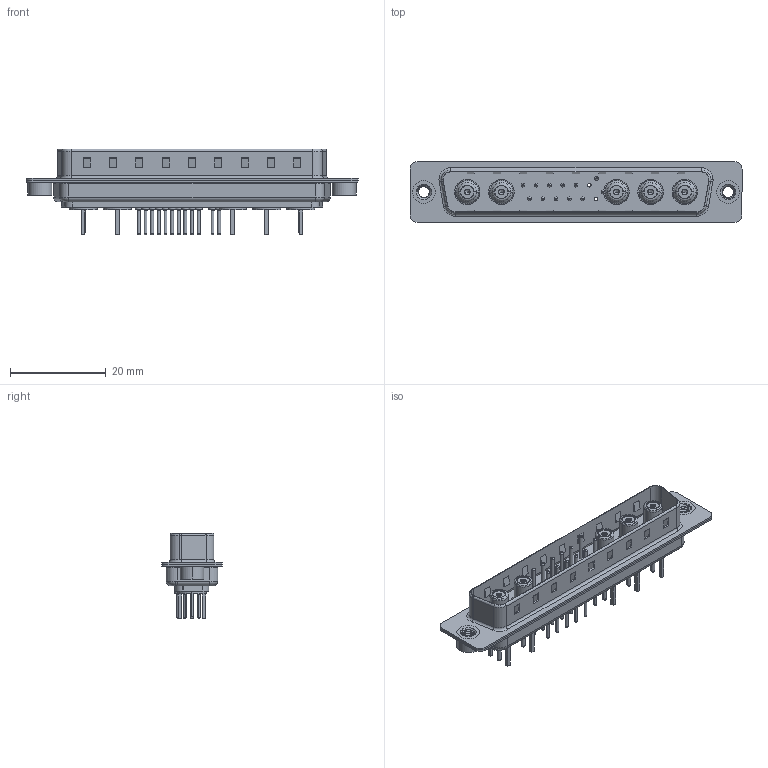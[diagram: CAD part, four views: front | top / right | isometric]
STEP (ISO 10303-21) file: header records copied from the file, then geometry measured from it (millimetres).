
FILE_DESCRIPTION (( 'STEP AP203' ), '1' );
FILE_NAME ('627-17W5224-7TA.STEP', '2019-05-29T04:22:45', ( '' ), ( '' ), 'SwSTEP 2.0', 'SolidWorks 2016', '' );
FILE_SCHEMA (( 'CONFIG_CONTROL_DESIGN' ));
Length unit declared in the file: millimetre
Products named in the file (14): 627Combo Contact Row 2_24; Co-Ax Jack_Straight PC Tail; 627-17W5224-7TA; Insulator Socket; Insulator Socket 2; Locking Collar; 627Combo Threaded Rivet_A; Socket_Str; 627Combo Housing_17W5; Co-Ax Jack Assy_S; 627Combo Shell Rear_37 Contacts; 627Combo Threaded Rivet_2; 627Combo Shell Front_37 Contacts; 627Combo Contact Row 1_24
Assembly tree (27 placements, depth 3):
  627-17W5224-7TA
    627Combo Housing_17W5
    627Combo Shell Rear_37 Contacts
    627Combo Shell Front_37 Contacts
    627Combo Threaded Rivet_A
    Co-Ax Jack Assy_S  x5
      Co-Ax Jack_Straight PC Tail
      Insulator Socket
      Insulator Socket 2
      Locking Collar
      Socket_Str
    627Combo Threaded Rivet_2
    627Combo Contact Row 1_24  x6
    627Combo Contact Row 2_24  x6
Bounding box: 69.3 x 12.6 x 17.9 mm (x, y, z)
Volume: 3875.8 mm3; surface area: 11124.9 mm2
Topology: 42 solids, 42 shells, 1410 faces, 3187 edges, 1972 vertices
Faces by surface type: cylinder 545, plane 522, torus 262, cone 55, bspline 16, sphere 10
Entity records: 25597 total; most frequent: CARTESIAN_POINT 6890, DIRECTION 3735, ORIENTED_EDGE 3346, EDGE_CURVE 1673, AXIS2_PLACEMENT_3D 1434, VERTEX_POINT 1060, VECTOR 867, LINE 867
